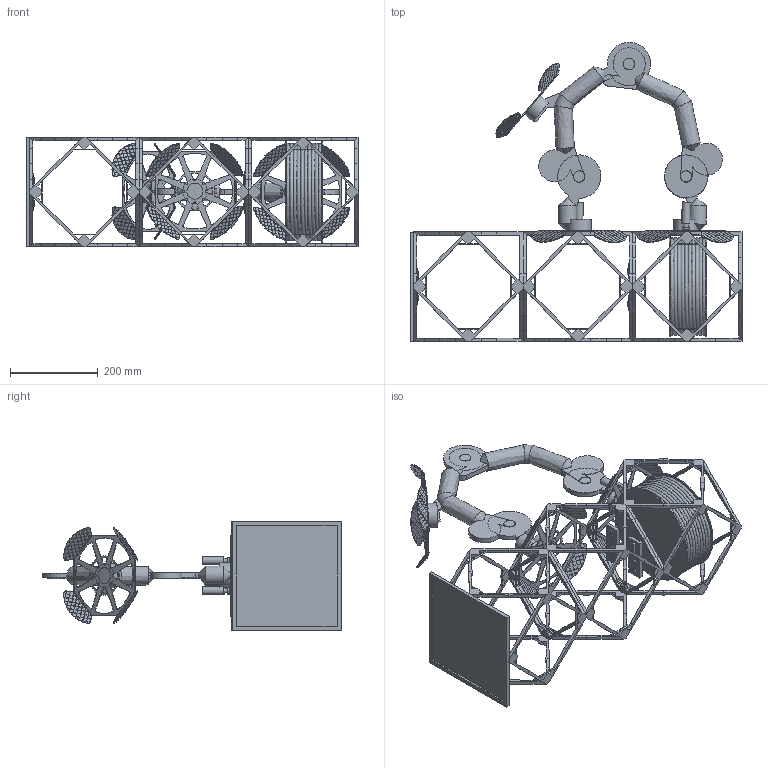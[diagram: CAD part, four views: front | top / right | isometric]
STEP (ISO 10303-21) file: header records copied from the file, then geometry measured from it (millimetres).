
FILE_DESCRIPTION(('FreeCAD Model'),'2;1');
FILE_NAME('Open CASCADE Shape Model','2025-04-27T08:45:49',('FreeCAD'),( 'FreeCAD'),'Open CASCADE STEP processor 7.6','FreeCAD','Unknown');
FILE_SCHEMA(('AUTOMOTIVE_DESIGN { 1 0 10303 214 1 1 1 1 }'));
Products named in the file (1): Open CASCADE STEP translator 7.6 1
Bounding box: 758.72 x 683.77 x 250.14 mm (x, y, z)
Volume: 3190025.8 mm3; surface area: 1310046.4 mm2
Topology: 51 solids, 51 shells, 5227 faces, 13858 edges, 8626 vertices
Faces by surface type: bspline 5227
Entity records: 145178 total; most frequent: CARTESIAN_POINT 60843, ORIENTED_EDGE 27710, EDGE_CURVE 13855, B_SPLINE_CURVE_WITH_KNOTS 12694, VERTEX_POINT 8626, FACE_BOUND 5617, EDGE_LOOP 5617, ADVANCED_FACE 5227
